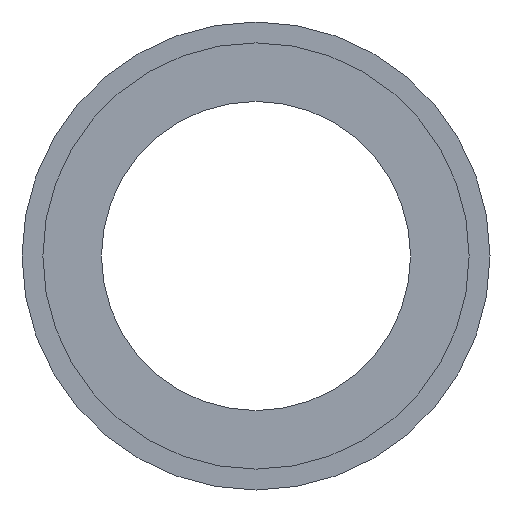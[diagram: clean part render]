
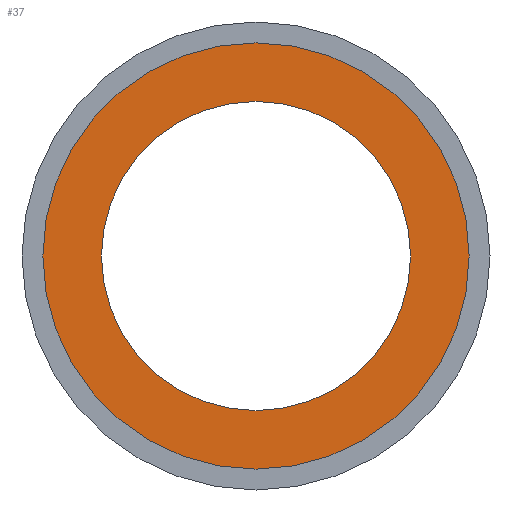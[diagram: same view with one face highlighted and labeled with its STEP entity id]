
A CAD part, front view. The second image highlights one B-rep face of the part: STEP entity #37.
In plain terms, the highlighted planar face has unit normal (0, -1, 0).
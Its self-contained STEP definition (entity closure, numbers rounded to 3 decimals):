
#20 = AXIS2_PLACEMENT_3D ( 'NONE', #266, #118, #404 ) ;
#37 = ADVANCED_FACE ( 'NONE', ( #126, #525 ), #469, .F. ) ;
#63 = DIRECTION ( 'NONE',  ( -1., 0., 0. ) ) ;
#65 = DIRECTION ( 'NONE',  ( 0., 1., 0. ) ) ;
#107 = AXIS2_PLACEMENT_3D ( 'NONE', #392, #132, #586 ) ;
#118 = DIRECTION ( 'NONE',  ( 0., 1., 0. ) ) ;
#126 = FACE_OUTER_BOUND ( 'NONE', #298, .T. ) ;
#132 = DIRECTION ( 'NONE',  ( 0., 1., 0. ) ) ;
#174 = DIRECTION ( 'NONE',  ( -1., 0., 0. ) ) ;
#176 = EDGE_CURVE ( 'NONE', #287, #430, #378, .T. ) ;
#187 = CIRCLE ( 'NONE', #107, 18.5 ) ;
#197 = ORIENTED_EDGE ( 'NONE', *, *, #176, .F. ) ;
#233 = ORIENTED_EDGE ( 'NONE', *, *, #239, .T. ) ;
#239 = EDGE_CURVE ( 'NONE', #493, #409, #620, .T. ) ;
#247 = CIRCLE ( 'NONE', #20, 26.1 ) ;
#249 = EDGE_CURVE ( 'NONE', #430, #287, #247, .T. ) ;
#266 = CARTESIAN_POINT ( 'NONE',  ( 0., 6.5, 0. ) ) ;
#286 = EDGE_CURVE ( 'NONE', #409, #493, #187, .T. ) ;
#287 = VERTEX_POINT ( 'NONE', #509 ) ;
#298 = EDGE_LOOP ( 'NONE', ( #474, #197 ) ) ;
#301 = DIRECTION ( 'NONE',  ( 0., 1., 0. ) ) ;
#345 = ORIENTED_EDGE ( 'NONE', *, *, #286, .T. ) ;
#360 = EDGE_LOOP ( 'NONE', ( #233, #345 ) ) ;
#368 = AXIS2_PLACEMENT_3D ( 'NONE', #593, #301, #63 ) ;
#378 = CIRCLE ( 'NONE', #368, 26.1 ) ;
#392 = CARTESIAN_POINT ( 'NONE',  ( 0., 6.5, 0. ) ) ;
#404 = DIRECTION ( 'NONE',  ( -1., 0., 0. ) ) ;
#409 = VERTEX_POINT ( 'NONE', #421 ) ;
#421 = CARTESIAN_POINT ( 'NONE',  ( 18.5, 6.5, 0. ) ) ;
#430 = VERTEX_POINT ( 'NONE', #472 ) ;
#449 = DIRECTION ( 'NONE',  ( -1., 0., 0. ) ) ;
#461 = AXIS2_PLACEMENT_3D ( 'NONE', #546, #569, #174 ) ;
#469 = PLANE ( 'NONE',  #461 ) ;
#472 = CARTESIAN_POINT ( 'NONE',  ( -26.1, 6.5, 0. ) ) ;
#474 = ORIENTED_EDGE ( 'NONE', *, *, #249, .F. ) ;
#493 = VERTEX_POINT ( 'NONE', #515 ) ;
#506 = CARTESIAN_POINT ( 'NONE',  ( 0., 6.5, 0. ) ) ;
#509 = CARTESIAN_POINT ( 'NONE',  ( 26.1, 6.5, 0. ) ) ;
#515 = CARTESIAN_POINT ( 'NONE',  ( -18.5, 6.5, 0. ) ) ;
#525 = FACE_BOUND ( 'NONE', #360, .T. ) ;
#546 = CARTESIAN_POINT ( 'NONE',  ( 18.5, 6.5, 0. ) ) ;
#569 = DIRECTION ( 'NONE',  ( 0., 1., 0. ) ) ;
#586 = DIRECTION ( 'NONE',  ( -1., 0., 0. ) ) ;
#593 = CARTESIAN_POINT ( 'NONE',  ( 0., 6.5, 0. ) ) ;
#600 = AXIS2_PLACEMENT_3D ( 'NONE', #506, #65, #449 ) ;
#620 = CIRCLE ( 'NONE', #600, 18.5 ) ;
